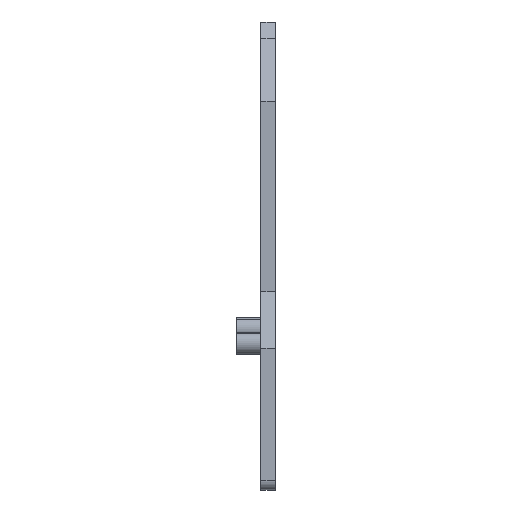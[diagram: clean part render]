
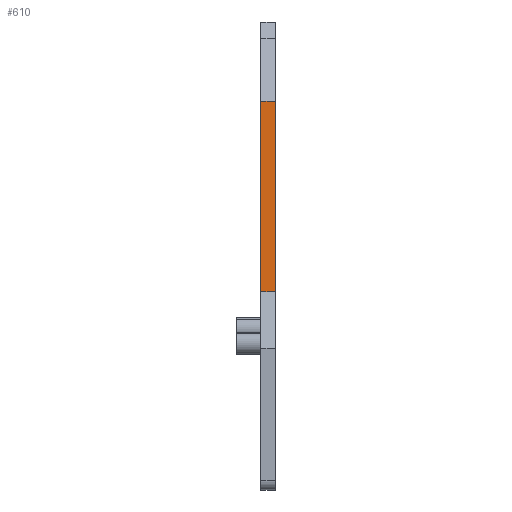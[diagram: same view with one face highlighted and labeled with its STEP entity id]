
A CAD part, front view. The second image highlights one B-rep face of the part: STEP entity #610.
In plain terms, the highlighted planar face has unit normal (0, -1, 0).
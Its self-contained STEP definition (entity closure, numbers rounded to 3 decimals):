
#590=AXIS2_PLACEMENT_3D('Plane Axis2P3D',#587,#588,#589) ;
#100=CARTESIAN_POINT('Vertex',(2.475,11.55,20.3)) ;
#103=CARTESIAN_POINT('Line Origine',(2.475,11.55,30.064)) ;
#107=CARTESIAN_POINT('Vertex',(2.475,11.55,39.828)) ;
#565=CARTESIAN_POINT('Vertex',(3.975,11.55,20.3)) ;
#568=CARTESIAN_POINT('Line Origine',(3.225,11.55,20.3)) ;
#587=CARTESIAN_POINT('Axis2P3D Location',(3.975,11.55,39.828)) ;
#592=CARTESIAN_POINT('Line Origine',(3.975,11.55,30.064)) ;
#596=CARTESIAN_POINT('Vertex',(3.975,11.55,39.828)) ;
#599=CARTESIAN_POINT('Line Origine',(3.225,11.55,39.828)) ;
#104=DIRECTION('Vector Direction',(0.,0.,-1.)) ;
#569=DIRECTION('Vector Direction',(-1.,0.,0.)) ;
#588=DIRECTION('Axis2P3D Direction',(0.,1.,0.)) ;
#589=DIRECTION('Axis2P3D XDirection',(0.,0.,-1.)) ;
#593=DIRECTION('Vector Direction',(0.,0.,-1.)) ;
#600=DIRECTION('Vector Direction',(-1.,0.,0.)) ;
#105=VECTOR('Line Direction',#104,1.) ;
#570=VECTOR('Line Direction',#569,1.) ;
#594=VECTOR('Line Direction',#593,1.) ;
#601=VECTOR('Line Direction',#600,1.) ;
#605=ORIENTED_EDGE('',*,*,#109,.T.) ;
#606=ORIENTED_EDGE('',*,*,#572,.F.) ;
#607=ORIENTED_EDGE('',*,*,#598,.F.) ;
#608=ORIENTED_EDGE('',*,*,#603,.T.) ;
#610=ADVANCED_FACE('Hauptk\X2\00F6\X0\rper',(#609),#591,.F.) ;
#109=EDGE_CURVE('',#108,#101,#106,.T.) ;
#572=EDGE_CURVE('',#566,#101,#571,.T.) ;
#598=EDGE_CURVE('',#597,#566,#595,.T.) ;
#603=EDGE_CURVE('',#597,#108,#602,.T.) ;
#604=EDGE_LOOP('',(#605,#606,#607,#608)) ;
#609=FACE_OUTER_BOUND('',#604,.T.) ;
#106=LINE('Line',#103,#105) ;
#571=LINE('Line',#568,#570) ;
#595=LINE('Line',#592,#594) ;
#602=LINE('Line',#599,#601) ;
#591=PLANE('',#590) ;
#101=VERTEX_POINT('',#100) ;
#108=VERTEX_POINT('',#107) ;
#566=VERTEX_POINT('',#565) ;
#597=VERTEX_POINT('',#596) ;
